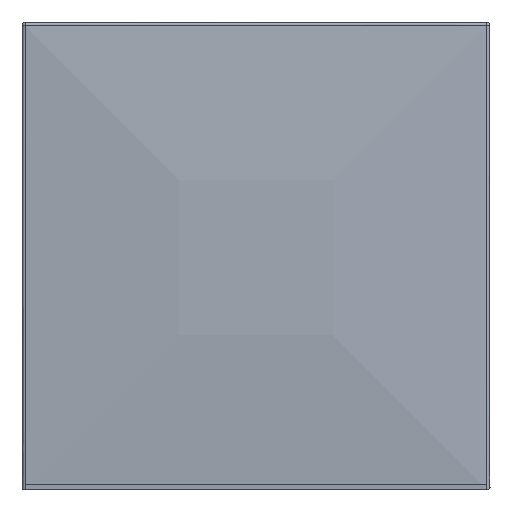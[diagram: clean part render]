
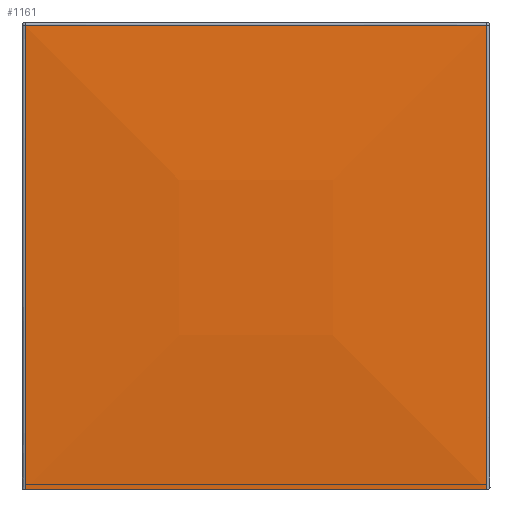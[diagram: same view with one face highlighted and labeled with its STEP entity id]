
A CAD part, left-side view. The second image highlights one B-rep face of the part: STEP entity #1161.
In plain terms, the highlighted free-form (B-spline) face has degree [3, 3] with [4, 4] control points.
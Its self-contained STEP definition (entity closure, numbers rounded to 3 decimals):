
#54=B_SPLINE_CURVE_WITH_KNOTS('',3,(#1548,#1549,#1550,#1551),
 .UNSPECIFIED.,.F.,.F.,(4,4),(0.,1.),.UNSPECIFIED.);
#58=B_SPLINE_CURVE_WITH_KNOTS('',3,(#1626,#1627,#1628,#1629),
 .UNSPECIFIED.,.F.,.F.,(4,4),(0.,1.),.UNSPECIFIED.);
#60=B_SPLINE_CURVE_WITH_KNOTS('',3,(#1679,#1680,#1681,#1682),
 .UNSPECIFIED.,.F.,.F.,(4,4),(0.,1.),.UNSPECIFIED.);
#77=B_SPLINE_SURFACE_WITH_KNOTS('',3,3,((#1752,#1753,#1754,#1755),(#1756,
#1757,#1758,#1759),(#1760,#1761,#1762,#1763),(#1764,#1765,#1766,#1767)),
 .UNSPECIFIED.,.F.,.F.,.F.,(4,4),(4,4),(0.,1.),(0.,1.),
 .PIECEWISE_BEZIER_KNOTS.);
#103=LINE('',#1751,#157);
#157=VECTOR('',#1397,1000.);
#283=ORIENTED_EDGE('',*,*,#459,.F.);
#284=ORIENTED_EDGE('',*,*,#421,.T.);
#285=ORIENTED_EDGE('',*,*,#412,.T.);
#286=ORIENTED_EDGE('',*,*,#429,.T.);
#412=EDGE_CURVE('',#523,#522,#54,.F.);
#421=EDGE_CURVE('',#527,#523,#58,.F.);
#429=EDGE_CURVE('',#522,#534,#60,.F.);
#459=EDGE_CURVE('',#527,#534,#103,.T.);
#522=VERTEX_POINT('',#1547);
#523=VERTEX_POINT('',#1552);
#527=VERTEX_POINT('',#1611);
#534=VERTEX_POINT('',#1678);
#634=EDGE_LOOP('',(#283,#284,#285,#286));
#690=FACE_BOUND('',#634,.T.);
#1161=ADVANCED_FACE('',(#690),#77,.F.);
#1397=DIRECTION('',(0.,1.,0.));
#1547=CARTESIAN_POINT('',(-0.8,0.795,0.395));
#1548=CARTESIAN_POINT('',(-0.8,0.795,0.395));
#1549=CARTESIAN_POINT('',(-0.801,0.532,0.396));
#1550=CARTESIAN_POINT('',(-0.801,0.268,0.396));
#1551=CARTESIAN_POINT('',(-0.8,0.005,0.395));
#1552=CARTESIAN_POINT('',(-0.8,0.005,0.395));
#1611=CARTESIAN_POINT('',(-0.8,0.005,-0.4));
#1626=CARTESIAN_POINT('',(-0.8,0.005,0.395));
#1627=CARTESIAN_POINT('',(-0.801,0.004,0.13));
#1628=CARTESIAN_POINT('',(-0.801,0.004,-0.135));
#1629=CARTESIAN_POINT('',(-0.8,0.005,-0.4));
#1678=CARTESIAN_POINT('',(-0.8,0.795,-0.4));
#1679=CARTESIAN_POINT('',(-0.8,0.795,-0.4));
#1680=CARTESIAN_POINT('',(-0.801,0.796,-0.135));
#1681=CARTESIAN_POINT('',(-0.801,0.796,0.13));
#1682=CARTESIAN_POINT('',(-0.8,0.795,0.395));
#1751=CARTESIAN_POINT('',(-0.8,0.8,-0.4));
#1752=CARTESIAN_POINT('',(-0.8,0.,-0.4));
#1753=CARTESIAN_POINT('',(-0.8,0.,-0.133));
#1754=CARTESIAN_POINT('',(-0.8,0.,0.133));
#1755=CARTESIAN_POINT('',(-0.8,0.,0.4));
#1756=CARTESIAN_POINT('',(-0.8,0.267,-0.4));
#1757=CARTESIAN_POINT('',(-0.836,0.267,-0.133));
#1758=CARTESIAN_POINT('',(-0.836,0.267,0.133));
#1759=CARTESIAN_POINT('',(-0.8,0.267,0.4));
#1760=CARTESIAN_POINT('',(-0.8,0.533,-0.4));
#1761=CARTESIAN_POINT('',(-0.836,0.533,-0.133));
#1762=CARTESIAN_POINT('',(-0.836,0.533,0.133));
#1763=CARTESIAN_POINT('',(-0.8,0.533,0.4));
#1764=CARTESIAN_POINT('',(-0.8,0.8,-0.4));
#1765=CARTESIAN_POINT('',(-0.8,0.8,-0.133));
#1766=CARTESIAN_POINT('',(-0.8,0.8,0.133));
#1767=CARTESIAN_POINT('',(-0.8,0.8,0.4));
